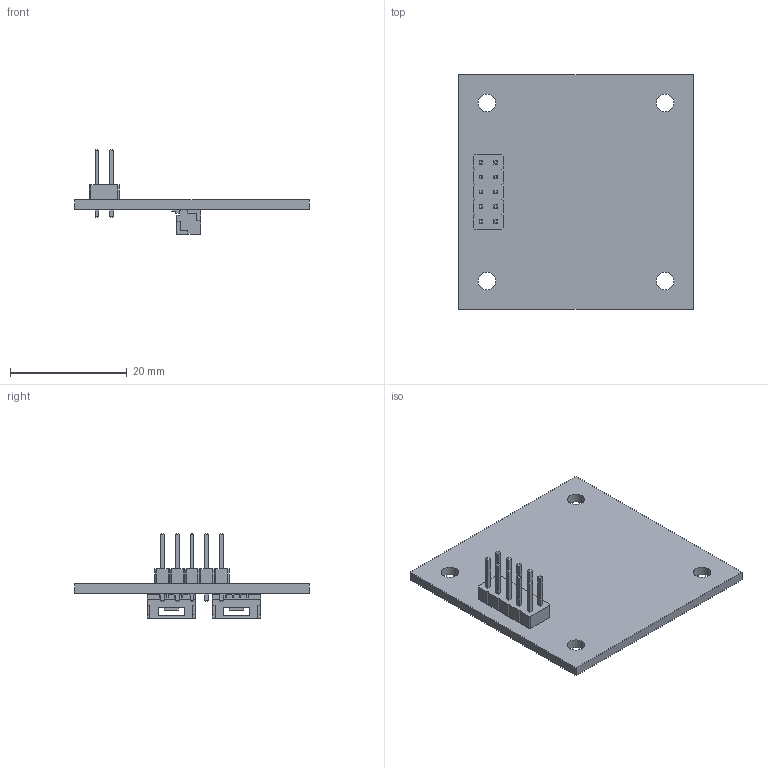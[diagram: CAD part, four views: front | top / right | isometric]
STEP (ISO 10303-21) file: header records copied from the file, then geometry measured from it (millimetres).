
FILE_DESCRIPTION(('KiCad electronic assembly'),'2;1');
FILE_NAME('GH4PIN01.step','2023-07-20T11:20:18',('Pcbnew'),('Kicad'), 'Open CASCADE STEP processor 7.5','KiCad to STEP converter','Unknown' );
FILE_SCHEMA(('AUTOMOTIVE_DESIGN { 1 0 10303 214 1 1 1 1 }'));
Length unit declared in the file: millimetre
Products named in the file (6): GH4PIN01 1; PinHeader_2x05_P2.54mm_Vertical; SOLID; JST_GH_SM04B-GHS-TB_1x04-1MP_P1.25mm_Horizontal; tmp9vh9dro_ PCB
Assembly tree (6 placements, depth 3):
  GH4PIN01 1
    PinHeader_2x05_P2.54mm_Vertical
      SOLID
    JST_GH_SM04B-GHS-TB_1x04-1MP_P1.25mm_Horizontal  x2
      SOLID
    tmp9vh9dro_ PCB
Bounding box: 40.13 x 40.13 x 14.48 mm (x, y, z)
Volume: 2888.5 mm3; surface area: 4540.6 mm2
Topology: 4 solids, 4 shells, 640 faces, 1692 edges, 1096 vertices
Faces by surface type: plane 626, cylinder 14
Full cylindrical faces by diameter (mm): 0.889 x10, 3 x4
Entity records: 30644 total; most frequent: CARTESIAN_POINT 4693, DIRECTION 4251, LINE 3307, VECTOR 3307, ORIENTED_EDGE 2242, PCURVE 2242, DEFINITIONAL_REPRESENTATION 2242, EDGE_CURVE 1121
